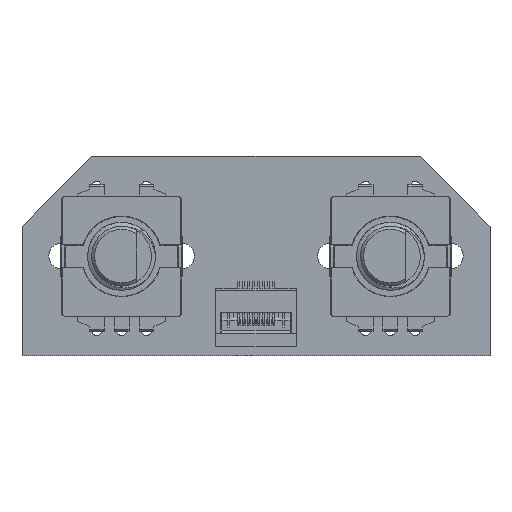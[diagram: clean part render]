
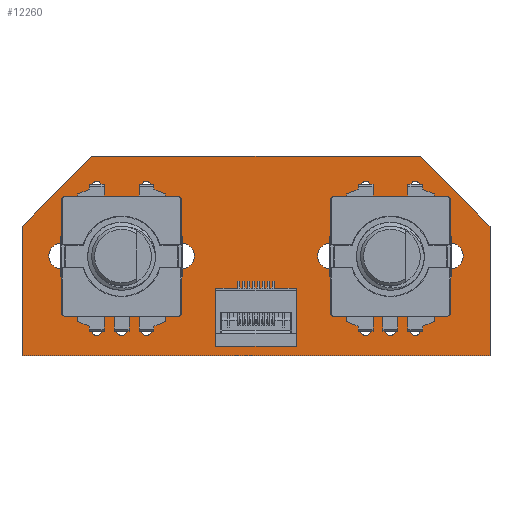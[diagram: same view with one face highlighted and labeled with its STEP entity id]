
A CAD part, top view. The second image highlights one B-rep face of the part: STEP entity #12260.
In plain terms, the highlighted planar face has unit normal (0, 0, 1).
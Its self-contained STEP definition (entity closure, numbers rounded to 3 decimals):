
#735=FACE_BOUND('',#1684,.T.);
#736=FACE_BOUND('',#1685,.T.);
#737=FACE_BOUND('',#1686,.T.);
#738=FACE_BOUND('',#1687,.T.);
#739=FACE_BOUND('',#1688,.T.);
#740=FACE_BOUND('',#1689,.T.);
#741=FACE_BOUND('',#1690,.T.);
#742=FACE_BOUND('',#1691,.T.);
#743=FACE_BOUND('',#1692,.T.);
#744=FACE_BOUND('',#1693,.T.);
#745=FACE_BOUND('',#1694,.T.);
#746=FACE_BOUND('',#1695,.T.);
#747=FACE_BOUND('',#1696,.T.);
#748=FACE_BOUND('',#1697,.T.);
#754=CIRCLE('',#12934,0.5);
#756=CIRCLE('',#12937,0.5);
#758=CIRCLE('',#12940,0.5);
#760=CIRCLE('',#12943,1.3);
#762=CIRCLE('',#12946,0.5);
#764=CIRCLE('',#12949,1.3);
#766=CIRCLE('',#12952,0.5);
#768=CIRCLE('',#12955,0.5);
#770=CIRCLE('',#12958,0.5);
#772=CIRCLE('',#12961,0.5);
#774=CIRCLE('',#12964,1.3);
#776=CIRCLE('',#12967,0.5);
#778=CIRCLE('',#12970,1.3);
#780=CIRCLE('',#12973,0.5);
#1074=FACE_OUTER_BOUND('',#1683,.T.);
#1683=EDGE_LOOP('',(#8326,#8327,#8328,#8329,#8330,#8331));
#1684=EDGE_LOOP('',(#8332));
#1685=EDGE_LOOP('',(#8333));
#1686=EDGE_LOOP('',(#8334));
#1687=EDGE_LOOP('',(#8335));
#1688=EDGE_LOOP('',(#8336));
#1689=EDGE_LOOP('',(#8337));
#1690=EDGE_LOOP('',(#8338));
#1691=EDGE_LOOP('',(#8339));
#1692=EDGE_LOOP('',(#8340));
#1693=EDGE_LOOP('',(#8341));
#1694=EDGE_LOOP('',(#8342));
#1695=EDGE_LOOP('',(#8343));
#1696=EDGE_LOOP('',(#8344));
#1697=EDGE_LOOP('',(#8345));
#2277=LINE('',#16907,#3792);
#2280=LINE('',#16913,#3795);
#2283=LINE('',#16919,#3798);
#2286=LINE('',#16925,#3801);
#2289=LINE('',#16931,#3804);
#2292=LINE('',#16936,#3807);
#3792=VECTOR('',#13753,1.);
#3795=VECTOR('',#13758,1.);
#3798=VECTOR('',#13763,1.);
#3801=VECTOR('',#13768,1.);
#3804=VECTOR('',#13773,1.);
#3807=VECTOR('',#13778,1.);
#5307=VERTEX_POINT('',#16904);
#5308=VERTEX_POINT('',#16906);
#5310=VERTEX_POINT('',#16912);
#5312=VERTEX_POINT('',#16918);
#5314=VERTEX_POINT('',#16924);
#5316=VERTEX_POINT('',#16930);
#5318=VERTEX_POINT('',#16939);
#5320=VERTEX_POINT('',#16945);
#5322=VERTEX_POINT('',#16951);
#5324=VERTEX_POINT('',#16957);
#5326=VERTEX_POINT('',#16963);
#5328=VERTEX_POINT('',#16969);
#5330=VERTEX_POINT('',#16975);
#5332=VERTEX_POINT('',#16981);
#5334=VERTEX_POINT('',#16987);
#5336=VERTEX_POINT('',#16993);
#5338=VERTEX_POINT('',#16999);
#5340=VERTEX_POINT('',#17005);
#5342=VERTEX_POINT('',#17011);
#5344=VERTEX_POINT('',#17017);
#6460=EDGE_CURVE('',#5307,#5308,#2277,.T.);
#6463=EDGE_CURVE('',#5308,#5310,#2280,.T.);
#6466=EDGE_CURVE('',#5310,#5312,#2283,.T.);
#6469=EDGE_CURVE('',#5312,#5314,#2286,.T.);
#6472=EDGE_CURVE('',#5314,#5316,#2289,.T.);
#6475=EDGE_CURVE('',#5316,#5307,#2292,.T.);
#6477=EDGE_CURVE('',#5318,#5318,#754,.T.);
#6480=EDGE_CURVE('',#5320,#5320,#756,.T.);
#6483=EDGE_CURVE('',#5322,#5322,#758,.T.);
#6486=EDGE_CURVE('',#5324,#5324,#760,.T.);
#6489=EDGE_CURVE('',#5326,#5326,#762,.T.);
#6492=EDGE_CURVE('',#5328,#5328,#764,.T.);
#6495=EDGE_CURVE('',#5330,#5330,#766,.T.);
#6498=EDGE_CURVE('',#5332,#5332,#768,.T.);
#6501=EDGE_CURVE('',#5334,#5334,#770,.T.);
#6504=EDGE_CURVE('',#5336,#5336,#772,.T.);
#6507=EDGE_CURVE('',#5338,#5338,#774,.T.);
#6510=EDGE_CURVE('',#5340,#5340,#776,.T.);
#6513=EDGE_CURVE('',#5342,#5342,#778,.T.);
#6516=EDGE_CURVE('',#5344,#5344,#780,.T.);
#8326=ORIENTED_EDGE('',*,*,#6460,.F.);
#8327=ORIENTED_EDGE('',*,*,#6475,.F.);
#8328=ORIENTED_EDGE('',*,*,#6472,.F.);
#8329=ORIENTED_EDGE('',*,*,#6469,.F.);
#8330=ORIENTED_EDGE('',*,*,#6466,.F.);
#8331=ORIENTED_EDGE('',*,*,#6463,.F.);
#8332=ORIENTED_EDGE('',*,*,#6477,.F.);
#8333=ORIENTED_EDGE('',*,*,#6480,.F.);
#8334=ORIENTED_EDGE('',*,*,#6483,.F.);
#8335=ORIENTED_EDGE('',*,*,#6486,.F.);
#8336=ORIENTED_EDGE('',*,*,#6489,.F.);
#8337=ORIENTED_EDGE('',*,*,#6492,.F.);
#8338=ORIENTED_EDGE('',*,*,#6495,.F.);
#8339=ORIENTED_EDGE('',*,*,#6498,.F.);
#8340=ORIENTED_EDGE('',*,*,#6501,.F.);
#8341=ORIENTED_EDGE('',*,*,#6504,.F.);
#8342=ORIENTED_EDGE('',*,*,#6507,.F.);
#8343=ORIENTED_EDGE('',*,*,#6510,.F.);
#8344=ORIENTED_EDGE('',*,*,#6513,.F.);
#8345=ORIENTED_EDGE('',*,*,#6516,.F.);
#11767=PLANE('',#12976);
#12260=ADVANCED_FACE('',(#1074,#735,#736,#737,#738,#739,#740,#741,#742,
#743,#744,#745,#746,#747,#748),#11767,.F.);
#12934=AXIS2_PLACEMENT_3D('',#16940,#13782,#13783);
#12937=AXIS2_PLACEMENT_3D('',#16946,#13789,#13790);
#12940=AXIS2_PLACEMENT_3D('',#16952,#13796,#13797);
#12943=AXIS2_PLACEMENT_3D('',#16958,#13803,#13804);
#12946=AXIS2_PLACEMENT_3D('',#16964,#13810,#13811);
#12949=AXIS2_PLACEMENT_3D('',#16970,#13817,#13818);
#12952=AXIS2_PLACEMENT_3D('',#16976,#13824,#13825);
#12955=AXIS2_PLACEMENT_3D('',#16982,#13831,#13832);
#12958=AXIS2_PLACEMENT_3D('',#16988,#13838,#13839);
#12961=AXIS2_PLACEMENT_3D('',#16994,#13845,#13846);
#12964=AXIS2_PLACEMENT_3D('',#17000,#13852,#13853);
#12967=AXIS2_PLACEMENT_3D('',#17006,#13859,#13860);
#12970=AXIS2_PLACEMENT_3D('',#17012,#13866,#13867);
#12973=AXIS2_PLACEMENT_3D('',#17018,#13873,#13874);
#12976=AXIS2_PLACEMENT_3D('',#17023,#13880,#13881);
#13753=DIRECTION('',(0.,1.,0.));
#13758=DIRECTION('',(0.707,0.707,0.));
#13763=DIRECTION('',(1.,0.,0.));
#13768=DIRECTION('',(0.707,-0.707,0.));
#13773=DIRECTION('',(0.,-1.,0.));
#13778=DIRECTION('',(-1.,0.,0.));
#13782=DIRECTION('center_axis',(0.,0.,1.));
#13783=DIRECTION('ref_axis',(1.,0.,0.));
#13789=DIRECTION('center_axis',(0.,0.,1.));
#13790=DIRECTION('ref_axis',(1.,0.,0.));
#13796=DIRECTION('center_axis',(0.,0.,1.));
#13797=DIRECTION('ref_axis',(1.,0.,0.));
#13803=DIRECTION('center_axis',(0.,0.,1.));
#13804=DIRECTION('ref_axis',(1.,0.,0.));
#13810=DIRECTION('center_axis',(0.,0.,1.));
#13811=DIRECTION('ref_axis',(1.,0.,0.));
#13817=DIRECTION('center_axis',(0.,0.,1.));
#13818=DIRECTION('ref_axis',(1.,0.,0.));
#13824=DIRECTION('center_axis',(0.,0.,1.));
#13825=DIRECTION('ref_axis',(1.,0.,0.));
#13831=DIRECTION('center_axis',(0.,0.,1.));
#13832=DIRECTION('ref_axis',(1.,0.,0.));
#13838=DIRECTION('center_axis',(0.,0.,1.));
#13839=DIRECTION('ref_axis',(1.,0.,0.));
#13845=DIRECTION('center_axis',(0.,0.,1.));
#13846=DIRECTION('ref_axis',(1.,0.,0.));
#13852=DIRECTION('center_axis',(0.,0.,1.));
#13853=DIRECTION('ref_axis',(1.,0.,0.));
#13859=DIRECTION('center_axis',(0.,0.,1.));
#13860=DIRECTION('ref_axis',(1.,0.,0.));
#13866=DIRECTION('center_axis',(0.,0.,1.));
#13867=DIRECTION('ref_axis',(1.,0.,0.));
#13873=DIRECTION('center_axis',(0.,0.,1.));
#13874=DIRECTION('ref_axis',(1.,0.,0.));
#13880=DIRECTION('center_axis',(0.,0.,-1.));
#13881=DIRECTION('ref_axis',(-1.,0.,0.));
#16904=CARTESIAN_POINT('',(0.,0.,1.69));
#16906=CARTESIAN_POINT('',(0.,13.,1.69));
#16907=CARTESIAN_POINT('',(0.,0.,1.69));
#16912=CARTESIAN_POINT('',(7.,20.,1.69));
#16913=CARTESIAN_POINT('',(0.,13.,1.69));
#16918=CARTESIAN_POINT('',(40.,20.,1.69));
#16919=CARTESIAN_POINT('',(7.,20.,1.69));
#16924=CARTESIAN_POINT('',(47.,13.,1.69));
#16925=CARTESIAN_POINT('',(40.,20.,1.69));
#16930=CARTESIAN_POINT('',(47.,0.,1.69));
#16931=CARTESIAN_POINT('',(47.,13.,1.69));
#16936=CARTESIAN_POINT('',(47.,0.,1.69));
#16939=CARTESIAN_POINT('',(7.,2.5,1.69));
#16940=CARTESIAN_POINT('Origin',(7.5,2.5,1.69));
#16945=CARTESIAN_POINT('',(12.,2.5,1.69));
#16946=CARTESIAN_POINT('Origin',(12.5,2.5,1.69));
#16951=CARTESIAN_POINT('',(9.5,2.5,1.69));
#16952=CARTESIAN_POINT('Origin',(10.,2.5,1.69));
#16957=CARTESIAN_POINT('',(2.7,10.,1.69));
#16958=CARTESIAN_POINT('Origin',(4.,10.,1.69));
#16963=CARTESIAN_POINT('',(7.,17.,1.69));
#16964=CARTESIAN_POINT('Origin',(7.5,17.,1.69));
#16969=CARTESIAN_POINT('',(14.7,10.,1.69));
#16970=CARTESIAN_POINT('Origin',(16.,10.,1.69));
#16975=CARTESIAN_POINT('',(12.,17.,1.69));
#16976=CARTESIAN_POINT('Origin',(12.5,17.,1.69));
#16981=CARTESIAN_POINT('',(34.,2.5,1.69));
#16982=CARTESIAN_POINT('Origin',(34.5,2.5,1.69));
#16987=CARTESIAN_POINT('',(39.,2.5,1.69));
#16988=CARTESIAN_POINT('Origin',(39.5,2.5,1.69));
#16993=CARTESIAN_POINT('',(36.5,2.5,1.69));
#16994=CARTESIAN_POINT('Origin',(37.,2.5,1.69));
#16999=CARTESIAN_POINT('',(29.7,10.,1.69));
#17000=CARTESIAN_POINT('Origin',(31.,10.,1.69));
#17005=CARTESIAN_POINT('',(34.,17.,1.69));
#17006=CARTESIAN_POINT('Origin',(34.5,17.,1.69));
#17011=CARTESIAN_POINT('',(41.7,10.,1.69));
#17012=CARTESIAN_POINT('Origin',(43.,10.,1.69));
#17017=CARTESIAN_POINT('',(39.,17.,1.69));
#17018=CARTESIAN_POINT('Origin',(39.5,17.,1.69));
#17023=CARTESIAN_POINT('Origin',(23.5,9.187,1.69));
